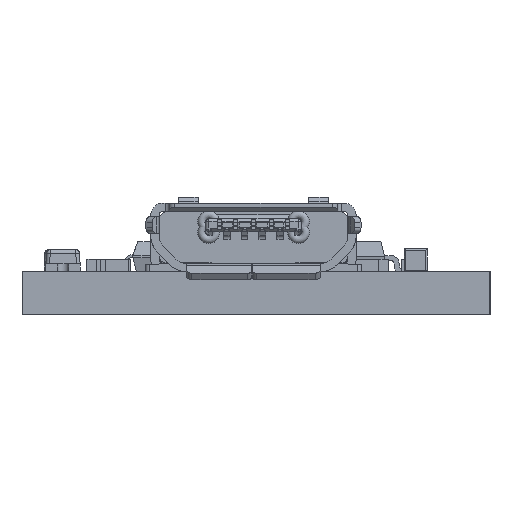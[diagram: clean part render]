
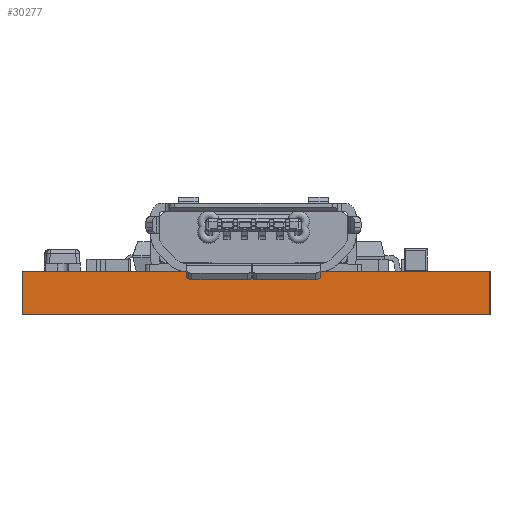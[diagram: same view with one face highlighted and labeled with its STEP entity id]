
A CAD part, left-side view. The second image highlights one B-rep face of the part: STEP entity #30277.
In plain terms, the highlighted planar face has unit normal (-1, 0, 0).
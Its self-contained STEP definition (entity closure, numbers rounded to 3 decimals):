
#3434=FACE_OUTER_BOUND('',#5110,.T.);
#5110=EDGE_LOOP('',(#21397,#21398,#21399,#21400));
#6944=LINE('',#44307,#10230);
#6976=LINE('',#44371,#10262);
#7138=LINE('',#45218,#10424);
#7139=LINE('',#45219,#10425);
#10230=VECTOR('',#34747,1000.);
#10262=VECTOR('',#34785,1000.);
#10424=VECTOR('',#34949,1000.);
#10425=VECTOR('',#34950,1000.);
#13459=VERTEX_POINT('',#44304);
#13460=VERTEX_POINT('',#44306);
#13488=VERTEX_POINT('',#44368);
#13489=VERTEX_POINT('',#44370);
#16411=EDGE_CURVE('',#13459,#13460,#6944,.T.);
#16443=EDGE_CURVE('',#13489,#13488,#6976,.T.);
#16656=EDGE_CURVE('',#13489,#13459,#7138,.T.);
#16657=EDGE_CURVE('',#13488,#13460,#7139,.T.);
#21397=ORIENTED_EDGE('',*,*,#16411,.F.);
#21398=ORIENTED_EDGE('',*,*,#16656,.F.);
#21399=ORIENTED_EDGE('',*,*,#16443,.T.);
#21400=ORIENTED_EDGE('',*,*,#16657,.T.);
#29136=PLANE('',#32002);
#30277=ADVANCED_FACE('',(#3434),#29136,.T.);
#32002=AXIS2_PLACEMENT_3D('',#45217,#34947,#34948);
#34747=DIRECTION('',(0.,1.,0.));
#34785=DIRECTION('',(0.,1.,0.));
#34947=DIRECTION('center_axis',(-1.,0.,0.));
#34948=DIRECTION('ref_axis',(0.,0.,1.));
#34949=DIRECTION('',(0.,0.,-1.));
#34950=DIRECTION('',(0.,0.,-1.));
#44304=CARTESIAN_POINT('',(-13.132,-8.547,0.));
#44306=CARTESIAN_POINT('',(-13.132,8.547,0.));
#44307=CARTESIAN_POINT('',(-13.132,-8.547,0.));
#44368=CARTESIAN_POINT('',(-13.132,8.547,1.575));
#44370=CARTESIAN_POINT('',(-13.132,-8.547,1.575));
#44371=CARTESIAN_POINT('',(-13.132,-8.547,1.575));
#45217=CARTESIAN_POINT('Origin',(-13.132,-8.547,1.575));
#45218=CARTESIAN_POINT('',(-13.132,-8.547,1.575));
#45219=CARTESIAN_POINT('',(-13.132,8.547,1.575));
